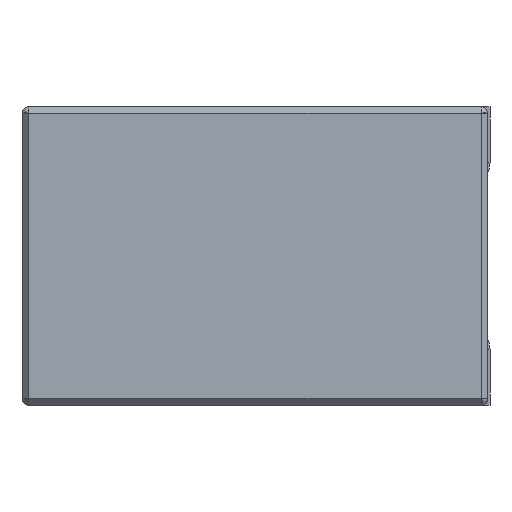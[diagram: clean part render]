
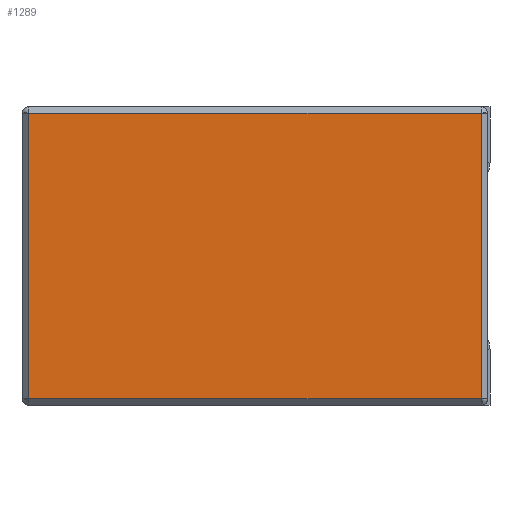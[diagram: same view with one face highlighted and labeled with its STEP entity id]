
A CAD part, left-side view. The second image highlights one B-rep face of the part: STEP entity #1289.
In plain terms, the highlighted planar face has unit normal (-1, 0, 0).
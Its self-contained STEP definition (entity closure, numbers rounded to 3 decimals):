
#33 = CARTESIAN_POINT ( 'NONE',  ( -3.16, 10.55, -3.275 ) ) ;
#166 = ORIENTED_EDGE ( 'NONE', *, *, #1534, .T. ) ;
#289 = CARTESIAN_POINT ( 'NONE',  ( -3.16, 0.15, 3.275 ) ) ;
#301 = VECTOR ( 'NONE', #2025, 1000. ) ;
#496 = CARTESIAN_POINT ( 'NONE',  ( -3.16, 10.55, 3.275 ) ) ;
#540 = VERTEX_POINT ( 'NONE', #289 ) ;
#723 = DIRECTION ( 'NONE',  ( 0., 1., 0. ) ) ;
#761 = LINE ( 'NONE', #2863, #301 ) ;
#797 = CARTESIAN_POINT ( 'NONE',  ( -3.16, 0., 0. ) ) ;
#821 = DIRECTION ( 'NONE',  ( 0., 0., -1. ) ) ;
#832 = VECTOR ( 'NONE', #723, 1000. ) ;
#951 = LINE ( 'NONE', #496, #832 ) ;
#954 = VERTEX_POINT ( 'NONE', #1313 ) ;
#1113 = EDGE_CURVE ( 'NONE', #1671, #1855, #761, .T. ) ;
#1207 = LINE ( 'NONE', #1248, #3360 ) ;
#1248 = CARTESIAN_POINT ( 'NONE',  ( -3.16, 0.15, 3.275 ) ) ;
#1289 = ADVANCED_FACE ( 'NONE', ( #3210 ), #2164, .F. ) ;
#1313 = CARTESIAN_POINT ( 'NONE',  ( -3.16, 10.55, 3.275 ) ) ;
#1325 = ORIENTED_EDGE ( 'NONE', *, *, #1351, .T. ) ;
#1351 = EDGE_CURVE ( 'NONE', #1855, #540, #1207, .T. ) ;
#1470 = DIRECTION ( 'NONE',  ( 0., 0., 1. ) ) ;
#1534 = EDGE_CURVE ( 'NONE', #540, #954, #951, .T. ) ;
#1645 = DIRECTION ( 'NONE',  ( 0., 0., -1. ) ) ;
#1671 = VERTEX_POINT ( 'NONE', #3186 ) ;
#1735 = VECTOR ( 'NONE', #821, 1000. ) ;
#1855 = VERTEX_POINT ( 'NONE', #3468 ) ;
#1911 = ORIENTED_EDGE ( 'NONE', *, *, #2610, .T. ) ;
#2025 = DIRECTION ( 'NONE',  ( 0., -1., 0. ) ) ;
#2138 = LINE ( 'NONE', #33, #1735 ) ;
#2164 = PLANE ( 'NONE',  #3093 ) ;
#2506 = EDGE_LOOP ( 'NONE', ( #1911, #3388, #1325, #166 ) ) ;
#2610 = EDGE_CURVE ( 'NONE', #954, #1671, #2138, .T. ) ;
#2863 = CARTESIAN_POINT ( 'NONE',  ( -3.16, 0.15, -3.275 ) ) ;
#3093 = AXIS2_PLACEMENT_3D ( 'NONE', #797, #3453, #1645 ) ;
#3186 = CARTESIAN_POINT ( 'NONE',  ( -3.16, 10.55, -3.275 ) ) ;
#3210 = FACE_OUTER_BOUND ( 'NONE', #2506, .T. ) ;
#3360 = VECTOR ( 'NONE', #1470, 1000. ) ;
#3388 = ORIENTED_EDGE ( 'NONE', *, *, #1113, .T. ) ;
#3453 = DIRECTION ( 'NONE',  ( 1., 0., 0. ) ) ;
#3468 = CARTESIAN_POINT ( 'NONE',  ( -3.16, 0.15, -3.275 ) ) ;
